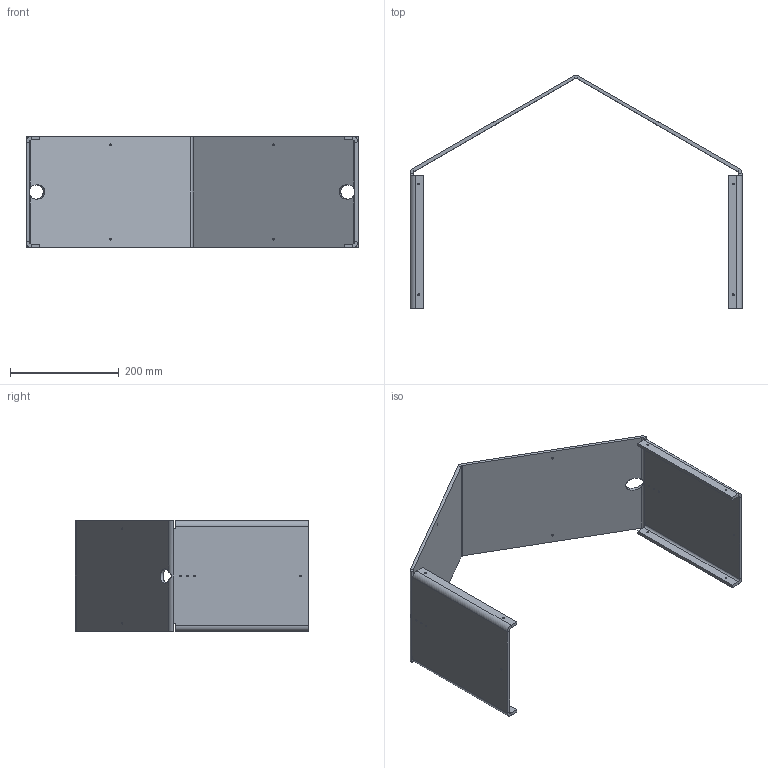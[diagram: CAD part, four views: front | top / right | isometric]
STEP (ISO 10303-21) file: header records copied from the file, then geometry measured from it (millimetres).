
FILE_DESCRIPTION(/* description */ (''),/* implementation_level */ '2;1');
FILE_NAME(/* name */ 'Splitter Ramp v2.ipt.stp',/* time_stamp */ '2014-12-18T16:49:34-08:00',/* author */ ('Autodesk Inc.'),/* organization */ ('Autodesk Inc.'),/* preprocessor_version */ 'ST-DEVELOPER v15.6',/* originating_system */ 'Autodesk Inventor 2015',/* authorisation */ '');
FILE_SCHEMA (('AUTOMOTIVE_DESIGN { 1 0 10303 214 3 1 1 }'));
Length unit declared in the file: inch
Products named in the file (1): Splitter Ramp v2
Bounding box: 609.6 x 428.43 x 203.2 mm (x, y, z)
Volume: 1547917 mm3; surface area: 536646.3 mm2
Topology: 1 solids, 1 shells, 110 faces, 272 edges, 160 vertices
Faces by surface type: plane 64, cylinder 38, bspline 8
Full cylindrical faces by diameter (mm): 3.251 x20
Entity records: 3601 total; most frequent: CARTESIAN_POINT 979, DIRECTION 518, ORIENTED_EDGE 504, EDGE_CURVE 252, AXIS2_PLACEMENT_3D 179, EDGE_LOOP 170, LINE 160, VECTOR 160
